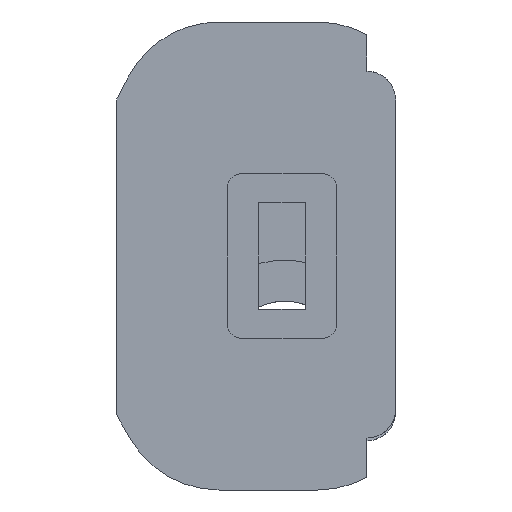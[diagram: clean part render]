
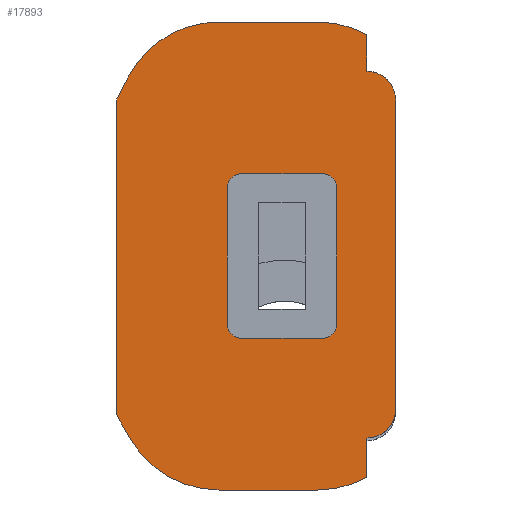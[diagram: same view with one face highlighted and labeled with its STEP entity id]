
A CAD part, left-side view. The second image highlights one B-rep face of the part: STEP entity #17893.
In plain terms, the highlighted planar face has unit normal (-1, 0, 0).
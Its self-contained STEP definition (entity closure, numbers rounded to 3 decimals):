
#2185=FACE_BOUND('',#3496,.T.);
#2296=CIRCLE('',#18929,1.);
#2297=CIRCLE('',#18932,1.);
#2300=CIRCLE('',#18959,2.1);
#2316=CIRCLE('',#18983,7.5);
#2317=CIRCLE('',#18985,7.5);
#2318=CIRCLE('',#18987,7.5);
#2319=CIRCLE('',#18990,7.5);
#2320=CIRCLE('',#18995,2.1);
#2321=CIRCLE('',#18996,1.);
#2322=CIRCLE('',#18997,1.);
#2492=FACE_OUTER_BOUND('',#3495,.T.);
#3495=EDGE_LOOP('',(#12518,#12519,#12520,#12521,#12522,#12523,#12524,#12525,
#12526,#12527,#12528,#12529,#12530,#12531));
#3496=EDGE_LOOP('',(#12532,#12533,#12534,#12535,#12536,#12537,#12538,#12539));
#4649=LINE('',#22186,#5956);
#4652=LINE('',#22194,#5959);
#4677=LINE('',#22265,#5984);
#4697=LINE('',#22342,#6004);
#4700=LINE('',#22351,#6007);
#4703=LINE('',#22355,#6010);
#4704=LINE('',#22357,#6011);
#4705=LINE('',#22359,#6012);
#4706=LINE('',#22360,#6013);
#4707=LINE('',#22363,#6014);
#4708=LINE('',#22365,#6015);
#4709=LINE('',#22369,#6016);
#5956=VECTOR('',#19794,10.);
#5959=VECTOR('',#19803,10.);
#5984=VECTOR('',#19882,10.);
#6004=VECTOR('',#19958,10.);
#6007=VECTOR('',#19967,10.);
#6010=VECTOR('',#19972,10.);
#6011=VECTOR('',#19975,10.);
#6012=VECTOR('',#19978,10.);
#6013=VECTOR('',#19979,10.);
#6014=VECTOR('',#19982,10.);
#6015=VECTOR('',#19983,10.);
#6016=VECTOR('',#19986,10.);
#7266=VERTEX_POINT('',#22178);
#7267=VERTEX_POINT('',#22180);
#7268=VERTEX_POINT('',#22184);
#7269=VERTEX_POINT('',#22188);
#7270=VERTEX_POINT('',#22192);
#7287=VERTEX_POINT('',#22257);
#7288=VERTEX_POINT('',#22259);
#7289=VERTEX_POINT('',#22263);
#7312=VERTEX_POINT('',#22322);
#7313=VERTEX_POINT('',#22324);
#7314=VERTEX_POINT('',#22328);
#7315=VERTEX_POINT('',#22330);
#7316=VERTEX_POINT('',#22334);
#7317=VERTEX_POINT('',#22336);
#7318=VERTEX_POINT('',#22340);
#7319=VERTEX_POINT('',#22344);
#7320=VERTEX_POINT('',#22346);
#7321=VERTEX_POINT('',#22350);
#7322=VERTEX_POINT('',#22361);
#7323=VERTEX_POINT('',#22364);
#7324=VERTEX_POINT('',#22366);
#7325=VERTEX_POINT('',#22368);
#9262=EDGE_CURVE('',#7267,#7266,#2296,.T.);
#9265=EDGE_CURVE('',#7266,#7268,#4649,.T.);
#9267=EDGE_CURVE('',#7268,#7269,#2297,.T.);
#9269=EDGE_CURVE('',#7269,#7270,#4652,.T.);
#9300=EDGE_CURVE('',#7287,#7288,#2300,.T.);
#9303=EDGE_CURVE('',#7287,#7289,#4677,.T.);
#9333=EDGE_CURVE('',#7312,#7313,#2316,.T.);
#9335=EDGE_CURVE('',#7315,#7314,#2317,.T.);
#9338=EDGE_CURVE('',#7317,#7316,#2318,.T.);
#9341=EDGE_CURVE('',#7316,#7318,#4697,.T.);
#9343=EDGE_CURVE('',#7320,#7319,#2319,.T.);
#9345=EDGE_CURVE('',#7321,#7320,#4700,.T.);
#9348=EDGE_CURVE('',#7314,#7288,#4703,.T.);
#9349=EDGE_CURVE('',#7313,#7317,#4704,.T.);
#9350=EDGE_CURVE('',#7321,#7318,#4705,.T.);
#9351=EDGE_CURVE('',#7315,#7319,#4706,.T.);
#9352=EDGE_CURVE('',#7322,#7289,#2320,.T.);
#9353=EDGE_CURVE('',#7322,#7312,#4707,.T.);
#9354=EDGE_CURVE('',#7323,#7267,#4708,.T.);
#9355=EDGE_CURVE('',#7270,#7324,#2321,.T.);
#9356=EDGE_CURVE('',#7324,#7325,#4709,.T.);
#9357=EDGE_CURVE('',#7325,#7323,#2322,.T.);
#12518=ORIENTED_EDGE('',*,*,#9333,.T.);
#12519=ORIENTED_EDGE('',*,*,#9349,.T.);
#12520=ORIENTED_EDGE('',*,*,#9338,.T.);
#12521=ORIENTED_EDGE('',*,*,#9341,.T.);
#12522=ORIENTED_EDGE('',*,*,#9350,.F.);
#12523=ORIENTED_EDGE('',*,*,#9345,.T.);
#12524=ORIENTED_EDGE('',*,*,#9343,.T.);
#12525=ORIENTED_EDGE('',*,*,#9351,.F.);
#12526=ORIENTED_EDGE('',*,*,#9335,.T.);
#12527=ORIENTED_EDGE('',*,*,#9348,.T.);
#12528=ORIENTED_EDGE('',*,*,#9300,.F.);
#12529=ORIENTED_EDGE('',*,*,#9303,.T.);
#12530=ORIENTED_EDGE('',*,*,#9352,.F.);
#12531=ORIENTED_EDGE('',*,*,#9353,.T.);
#12532=ORIENTED_EDGE('',*,*,#9354,.T.);
#12533=ORIENTED_EDGE('',*,*,#9262,.T.);
#12534=ORIENTED_EDGE('',*,*,#9265,.T.);
#12535=ORIENTED_EDGE('',*,*,#9267,.T.);
#12536=ORIENTED_EDGE('',*,*,#9269,.T.);
#12537=ORIENTED_EDGE('',*,*,#9355,.T.);
#12538=ORIENTED_EDGE('',*,*,#9356,.T.);
#12539=ORIENTED_EDGE('',*,*,#9357,.T.);
#17622=PLANE('',#18994);
#17893=ADVANCED_FACE('',(#2492,#2185),#17622,.T.);
#18929=AXIS2_PLACEMENT_3D('',#22181,#19788,#19789);
#18932=AXIS2_PLACEMENT_3D('',#22190,#19798,#19799);
#18959=AXIS2_PLACEMENT_3D('',#22260,#19876,#19877);
#18983=AXIS2_PLACEMENT_3D('',#22326,#19941,#19942);
#18985=AXIS2_PLACEMENT_3D('',#22331,#19946,#19947);
#18987=AXIS2_PLACEMENT_3D('',#22337,#19952,#19953);
#18990=AXIS2_PLACEMENT_3D('',#22347,#19962,#19963);
#18994=AXIS2_PLACEMENT_3D('',#22358,#19976,#19977);
#18995=AXIS2_PLACEMENT_3D('',#22362,#19980,#19981);
#18996=AXIS2_PLACEMENT_3D('',#22367,#19984,#19985);
#18997=AXIS2_PLACEMENT_3D('',#22370,#19987,#19988);
#19788=DIRECTION('center_axis',(1.,0.,0.));
#19789=DIRECTION('ref_axis',(0.,0.,-1.));
#19794=DIRECTION('',(0.,1.,0.));
#19798=DIRECTION('center_axis',(1.,0.,0.));
#19799=DIRECTION('ref_axis',(0.,1.,0.));
#19803=DIRECTION('',(0.,0.,1.));
#19876=DIRECTION('center_axis',(1.,0.,0.));
#19877=DIRECTION('ref_axis',(0.,-0.707,-0.707));
#19882=DIRECTION('',(0.,0.,1.));
#19941=DIRECTION('center_axis',(-1.,0.,0.));
#19942=DIRECTION('ref_axis',(0.,-1.,0.));
#19946=DIRECTION('center_axis',(-1.,0.,0.));
#19947=DIRECTION('ref_axis',(0.,0.,-1.));
#19952=DIRECTION('center_axis',(-1.,0.,0.));
#19953=DIRECTION('ref_axis',(0.,0.,1.));
#19958=DIRECTION('',(0.,0.454,-0.891));
#19962=DIRECTION('center_axis',(-1.,0.,0.));
#19963=DIRECTION('ref_axis',(0.,1.,0.));
#19967=DIRECTION('',(0.,-0.498,-0.867));
#19972=DIRECTION('',(0.,0.,1.));
#19975=DIRECTION('',(0.,1.,0.));
#19976=DIRECTION('center_axis',(-1.,0.,0.));
#19977=DIRECTION('ref_axis',(0.,0.,1.));
#19978=DIRECTION('',(0.,0.,1.));
#19979=DIRECTION('',(0.,1.,0.));
#19980=DIRECTION('center_axis',(1.,0.,0.));
#19981=DIRECTION('ref_axis',(0.,-0.707,0.707));
#19982=DIRECTION('',(0.,0.,1.));
#19983=DIRECTION('',(0.,0.,-1.));
#19984=DIRECTION('center_axis',(1.,0.,0.));
#19985=DIRECTION('ref_axis',(0.,0.,1.));
#19986=DIRECTION('',(0.,-1.,0.));
#19987=DIRECTION('center_axis',(1.,0.,0.));
#19988=DIRECTION('ref_axis',(0.,-1.,0.));
#22178=CARTESIAN_POINT('',(-3.1,5.3,-6.));
#22180=CARTESIAN_POINT('',(-3.1,4.3,-5.));
#22181=CARTESIAN_POINT('Origin',(-3.1,5.3,-5.));
#22184=CARTESIAN_POINT('',(-3.1,11.3,-6.));
#22186=CARTESIAN_POINT('',(-3.1,2.65,-6.));
#22188=CARTESIAN_POINT('',(-3.1,12.3,-5.));
#22190=CARTESIAN_POINT('Origin',(-3.1,11.3,-5.));
#22192=CARTESIAN_POINT('',(-3.1,12.3,5.));
#22194=CARTESIAN_POINT('',(-3.1,12.3,-11.05));
#22257=CARTESIAN_POINT('',(-3.1,0.,-11.2));
#22259=CARTESIAN_POINT('',(-3.1,2.1,-13.3));
#22260=CARTESIAN_POINT('Origin',(-3.1,2.1,-11.2));
#22263=CARTESIAN_POINT('',(-3.1,0.,11.4));
#22265=CARTESIAN_POINT('',(-3.1,0.,-17.1));
#22322=CARTESIAN_POINT('',(-3.1,2.1,16.18));
#22324=CARTESIAN_POINT('',(-3.1,5.7,17.1));
#22326=CARTESIAN_POINT('Origin',(-3.1,5.7,9.6));
#22328=CARTESIAN_POINT('',(-3.1,2.1,-16.18));
#22330=CARTESIAN_POINT('',(-3.1,5.7,-17.1));
#22331=CARTESIAN_POINT('Origin',(-3.1,5.7,-9.6));
#22334=CARTESIAN_POINT('',(-3.1,19.583,13.004));
#22336=CARTESIAN_POINT('',(-3.1,12.9,17.1));
#22337=CARTESIAN_POINT('Origin',(-3.1,12.9,9.6));
#22340=CARTESIAN_POINT('',(-3.1,20.4,11.4));
#22342=CARTESIAN_POINT('',(-3.1,23.653,5.012));
#22344=CARTESIAN_POINT('',(-3.1,12.9,-17.1));
#22346=CARTESIAN_POINT('',(-3.1,19.404,-13.334));
#22347=CARTESIAN_POINT('Origin',(-3.1,12.9,-9.6));
#22350=CARTESIAN_POINT('',(-3.1,20.4,-11.6));
#22351=CARTESIAN_POINT('',(-3.1,16.684,-18.073));
#22355=CARTESIAN_POINT('',(-3.1,2.1,-16.575));
#22357=CARTESIAN_POINT('',(-3.1,0.,17.1));
#22358=CARTESIAN_POINT('Origin',(-3.1,0.,-17.1));
#22359=CARTESIAN_POINT('',(-3.1,20.4,-8.55));
#22360=CARTESIAN_POINT('',(-3.1,18.6,-17.1));
#22361=CARTESIAN_POINT('',(-3.1,2.1,13.5));
#22362=CARTESIAN_POINT('Origin',(-3.1,2.1,11.4));
#22363=CARTESIAN_POINT('',(-3.1,2.1,-0.525));
#22364=CARTESIAN_POINT('',(-3.1,4.3,5.));
#22365=CARTESIAN_POINT('',(-3.1,4.3,-6.05));
#22366=CARTESIAN_POINT('',(-3.1,11.3,6.));
#22367=CARTESIAN_POINT('Origin',(-3.1,11.3,5.));
#22368=CARTESIAN_POINT('',(-3.1,5.3,6.));
#22369=CARTESIAN_POINT('',(-3.1,5.65,6.));
#22370=CARTESIAN_POINT('Origin',(-3.1,5.3,5.));
